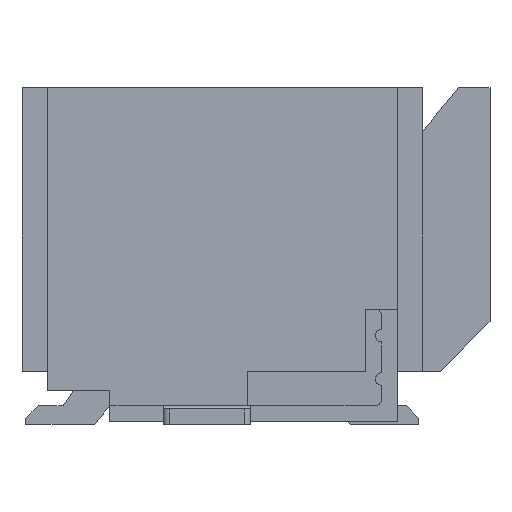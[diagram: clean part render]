
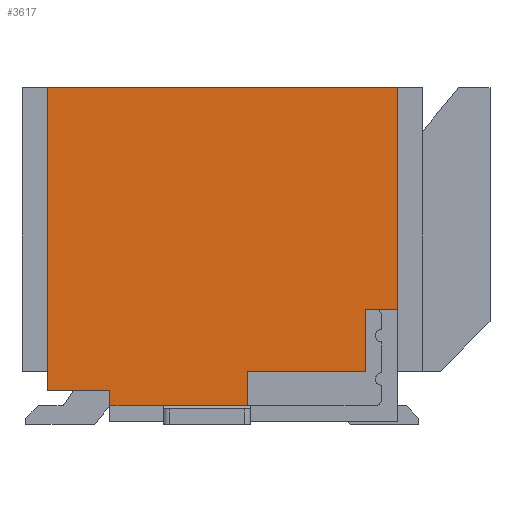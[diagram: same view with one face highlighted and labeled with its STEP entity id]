
A CAD part, left-side view. The second image highlights one B-rep face of the part: STEP entity #3617.
In plain terms, the highlighted planar face has unit normal (-1, 0, 0).
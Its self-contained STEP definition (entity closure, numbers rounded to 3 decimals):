
#725 = EDGE_CURVE ( 'NONE', #7400, #13172, #1560, .T. ) ;
#750 = CARTESIAN_POINT ( 'NONE',  ( -6.15, 1.8, 0.5 ) ) ;
#1232 = DIRECTION ( 'NONE',  ( 0., 0., 1. ) ) ;
#1278 = EDGE_CURVE ( 'NONE', #5562, #8531, #2308, .T. ) ;
#1560 = LINE ( 'NONE', #13514, #7644 ) ;
#1842 = CARTESIAN_POINT ( 'NONE',  ( -6.15, -3.21, 5.35 ) ) ;
#2308 = LINE ( 'NONE', #10139, #18610 ) ;
#2401 = LINE ( 'NONE', #14247, #8409 ) ;
#2517 = CARTESIAN_POINT ( 'NONE',  ( -6.15, -0.4, 0.8 ) ) ;
#2668 = DIRECTION ( 'NONE',  ( 0., 0., 1. ) ) ;
#3136 = VECTOR ( 'NONE', #8295, 1000. ) ;
#3580 = EDGE_CURVE ( 'NONE', #5562, #19239, #7508, .T. ) ;
#3617 = ADVANCED_FACE ( 'NONE', ( #15254 ), #4880, .F. ) ;
#3784 = ORIENTED_EDGE ( 'NONE', *, *, #3580, .F. ) ;
#4417 = VECTOR ( 'NONE', #11489, 1000. ) ;
#4680 = DIRECTION ( 'NONE',  ( 0., -1., 0. ) ) ;
#4822 = CARTESIAN_POINT ( 'NONE',  ( -6.15, 1.8, 5.35 ) ) ;
#4880 = PLANE ( 'NONE',  #15080 ) ;
#5181 = VECTOR ( 'NONE', #12271, 1000. ) ;
#5340 = VECTOR ( 'NONE', #1232, 1000. ) ;
#5522 = CARTESIAN_POINT ( 'NONE',  ( -6.15, -2.3, 0.8 ) ) ;
#5562 = VERTEX_POINT ( 'NONE', #11218 ) ;
#6172 = ORIENTED_EDGE ( 'NONE', *, *, #9879, .T. ) ;
#6343 = DIRECTION ( 'NONE',  ( 1., 0., 0. ) ) ;
#6495 = ORIENTED_EDGE ( 'NONE', *, *, #1278, .T. ) ;
#6610 = LINE ( 'NONE', #2517, #5340 ) ;
#6617 = VECTOR ( 'NONE', #4680, 1000. ) ;
#7345 = LINE ( 'NONE', #19305, #10797 ) ;
#7400 = VERTEX_POINT ( 'NONE', #15649 ) ;
#7417 = CARTESIAN_POINT ( 'NONE',  ( -6.15, -3.21, 5.35 ) ) ;
#7508 = LINE ( 'NONE', #7417, #6617 ) ;
#7644 = VECTOR ( 'NONE', #12048, 1000. ) ;
#7705 = DIRECTION ( 'NONE',  ( 0., 0., -1. ) ) ;
#8295 = DIRECTION ( 'NONE',  ( 0., 0., 1. ) ) ;
#8359 = CARTESIAN_POINT ( 'NONE',  ( -6.15, -2.8, 5.35 ) ) ;
#8406 = ORIENTED_EDGE ( 'NONE', *, *, #725, .T. ) ;
#8409 = VECTOR ( 'NONE', #14632, 1000. ) ;
#8439 = EDGE_CURVE ( 'NONE', #17916, #7400, #16971, .T. ) ;
#8531 = VERTEX_POINT ( 'NONE', #9100 ) ;
#8737 = LINE ( 'NONE', #12950, #4417 ) ;
#9100 = CARTESIAN_POINT ( 'NONE',  ( -6.15, 2.8, 0.5 ) ) ;
#9446 = CARTESIAN_POINT ( 'NONE',  ( -6.15, -0.4, 0.25 ) ) ;
#9774 = LINE ( 'NONE', #15740, #3136 ) ;
#9879 = EDGE_CURVE ( 'NONE', #17395, #10209, #7345, .T. ) ;
#10139 = CARTESIAN_POINT ( 'NONE',  ( -6.15, 2.8, 5.35 ) ) ;
#10209 = VERTEX_POINT ( 'NONE', #17228 ) ;
#10483 = ORIENTED_EDGE ( 'NONE', *, *, #15419, .T. ) ;
#10797 = VECTOR ( 'NONE', #2668, 1000. ) ;
#11149 = LINE ( 'NONE', #15544, #11577 ) ;
#11151 = VERTEX_POINT ( 'NONE', #13977 ) ;
#11218 = CARTESIAN_POINT ( 'NONE',  ( -6.15, 2.8, 5.35 ) ) ;
#11489 = DIRECTION ( 'NONE',  ( 0., -1., 0. ) ) ;
#11577 = VECTOR ( 'NONE', #17117, 1000. ) ;
#11977 = ORIENTED_EDGE ( 'NONE', *, *, #17934, .T. ) ;
#12048 = DIRECTION ( 'NONE',  ( 0., -1., 0. ) ) ;
#12219 = EDGE_CURVE ( 'NONE', #10209, #11151, #8737, .T. ) ;
#12271 = DIRECTION ( 'NONE',  ( 0., 0., -1. ) ) ;
#12501 = EDGE_LOOP ( 'NONE', ( #19174, #8406, #10483, #11977, #6172, #17009, #13537, #3784, #6495, #16771 ) ) ;
#12950 = CARTESIAN_POINT ( 'NONE',  ( -6.15, -2.8, 1.8 ) ) ;
#13172 = VERTEX_POINT ( 'NONE', #9446 ) ;
#13296 = VERTEX_POINT ( 'NONE', #17370 ) ;
#13514 = CARTESIAN_POINT ( 'NONE',  ( -6.15, 8.2, 0.25 ) ) ;
#13537 = ORIENTED_EDGE ( 'NONE', *, *, #17957, .T. ) ;
#13977 = CARTESIAN_POINT ( 'NONE',  ( -6.15, -2.8, 1.8 ) ) ;
#14247 = CARTESIAN_POINT ( 'NONE',  ( -6.15, -3.21, 0.5 ) ) ;
#14632 = DIRECTION ( 'NONE',  ( 0., -1., 0. ) ) ;
#15080 = AXIS2_PLACEMENT_3D ( 'NONE', #1842, #6343, #7705 ) ;
#15254 = FACE_OUTER_BOUND ( 'NONE', #12501, .T. ) ;
#15419 = EDGE_CURVE ( 'NONE', #13172, #13296, #6610, .T. ) ;
#15544 = CARTESIAN_POINT ( 'NONE',  ( -6.15, -2.3, 0.8 ) ) ;
#15649 = CARTESIAN_POINT ( 'NONE',  ( -6.15, 1.8, 0.25 ) ) ;
#15740 = CARTESIAN_POINT ( 'NONE',  ( -6.15, -2.8, -8.15 ) ) ;
#16771 = ORIENTED_EDGE ( 'NONE', *, *, #17328, .T. ) ;
#16971 = LINE ( 'NONE', #4822, #5181 ) ;
#17009 = ORIENTED_EDGE ( 'NONE', *, *, #12219, .T. ) ;
#17117 = DIRECTION ( 'NONE',  ( 0., -1., 0. ) ) ;
#17228 = CARTESIAN_POINT ( 'NONE',  ( -6.15, -2.3, 1.8 ) ) ;
#17328 = EDGE_CURVE ( 'NONE', #8531, #17916, #2401, .T. ) ;
#17370 = CARTESIAN_POINT ( 'NONE',  ( -6.15, -0.4, 0.8 ) ) ;
#17395 = VERTEX_POINT ( 'NONE', #5522 ) ;
#17916 = VERTEX_POINT ( 'NONE', #750 ) ;
#17934 = EDGE_CURVE ( 'NONE', #13296, #17395, #11149, .T. ) ;
#17957 = EDGE_CURVE ( 'NONE', #11151, #19239, #9774, .T. ) ;
#18610 = VECTOR ( 'NONE', #19150, 1000. ) ;
#19150 = DIRECTION ( 'NONE',  ( 0., 0., -1. ) ) ;
#19174 = ORIENTED_EDGE ( 'NONE', *, *, #8439, .T. ) ;
#19239 = VERTEX_POINT ( 'NONE', #8359 ) ;
#19305 = CARTESIAN_POINT ( 'NONE',  ( -6.15, -2.3, 1.8 ) ) ;
